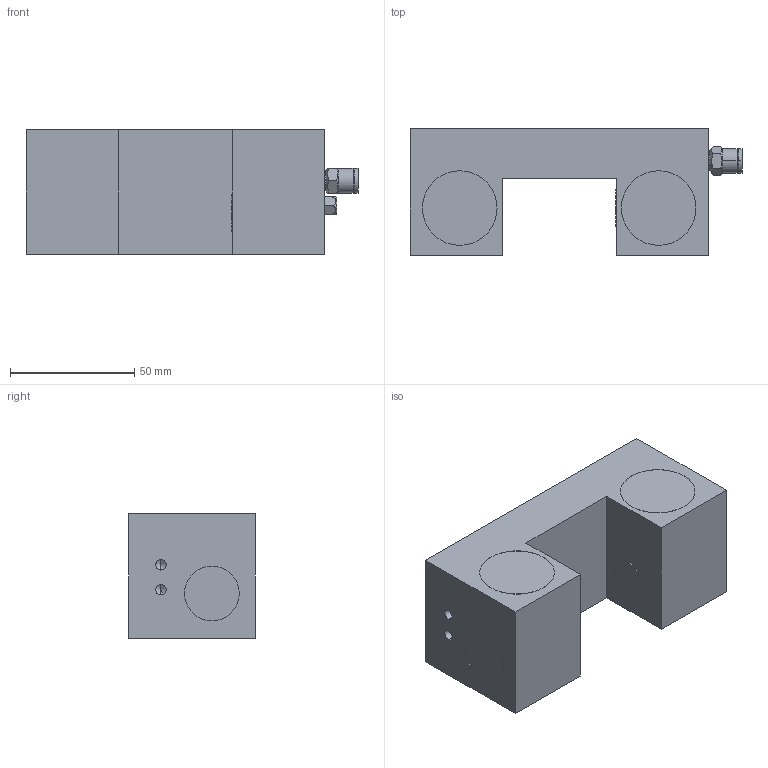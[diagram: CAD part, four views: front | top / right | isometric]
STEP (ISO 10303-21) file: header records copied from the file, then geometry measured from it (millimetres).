
FILE_DESCRIPTION (( 'STEP AP214' ), '1' );
FILE_NAME ('FK45BÆøÑ¹³£¿ª.STEP', '2022-03-20T09:12:54', ( '' ), ( '' ), 'SwSTEP 2.0', 'SolidWorks 2018', '' );
FILE_SCHEMA (( 'AUTOMOTIVE_DESIGN' ));
Length unit declared in the file: millimetre
Products named in the file (4): FK45Bァ揤都羲; M5秏汒ん1; PC6-M5眻辦脣; FK45B都羲翋极
Assembly tree (3 placements, depth 2):
  FK45Bァ揤都羲
    FK45B都羲翋极
    M5秏汒ん1
    PC6-M5眻辦脣
Bounding box: 133.5 x 51 x 50 mm (x, y, z)
Volume: 232649.8 mm3; surface area: 32470.6 mm2
Topology: 3 solids, 3 shells, 115 faces, 264 edges, 160 vertices
Faces by surface type: cylinder 48, plane 39, cone 24, torus 4
Entity records: 4065 total; most frequent: CARTESIAN_POINT 885, DIRECTION 566, ORIENTED_EDGE 496, EDGE_CURVE 248, AXIS2_PLACEMENT_3D 229, VERTEX_POINT 160, EDGE_LOOP 138, FACE_OUTER_BOUND 115
